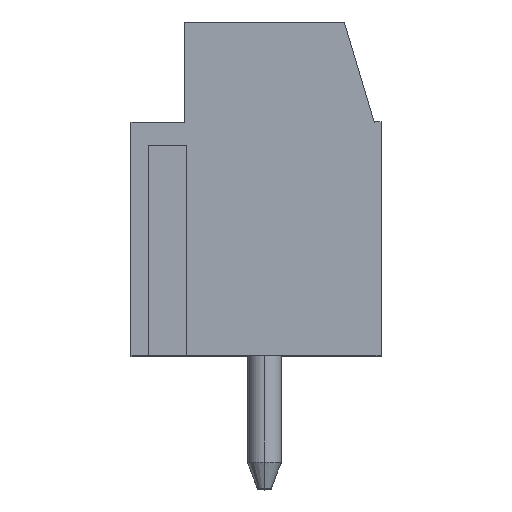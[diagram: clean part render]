
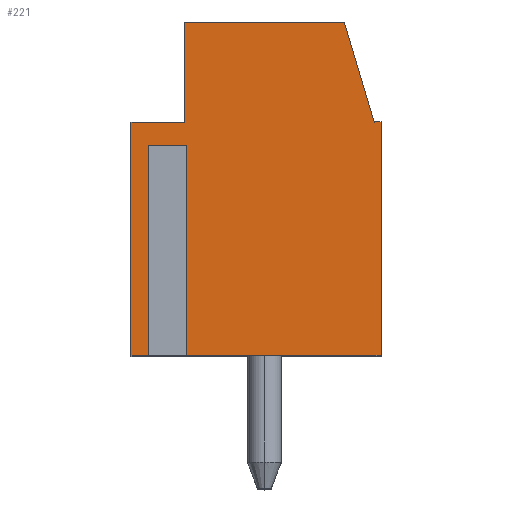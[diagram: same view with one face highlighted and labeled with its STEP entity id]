
A CAD part, top view. The second image highlights one B-rep face of the part: STEP entity #221.
In plain terms, the highlighted planar face has unit normal (0, 0, 1).
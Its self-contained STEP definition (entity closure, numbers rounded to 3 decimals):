
#23 = DIRECTION ( 'NONE',  ( -1., 0., 0. ) ) ;
#122 = VERTEX_POINT ( 'NONE', #1845 ) ;
#143 = VECTOR ( 'NONE', #1231, 1000. ) ;
#175 = VECTOR ( 'NONE', #1121, 1000. ) ;
#203 = LINE ( 'NONE', #1570, #143 ) ;
#210 = CARTESIAN_POINT ( 'NONE',  ( -607.612, -517.614, 0. ) ) ;
#221 = ADVANCED_FACE ( 'NONE', ( #1827 ), #1032, .T. ) ;
#243 = LINE ( 'NONE', #1484, #626 ) ;
#308 = VERTEX_POINT ( 'NONE', #1662 ) ;
#326 = AXIS2_PLACEMENT_3D ( 'NONE', #728, #650, #574 ) ;
#339 = DIRECTION ( 'NONE',  ( 1., 0., 0. ) ) ;
#359 = CARTESIAN_POINT ( 'NONE',  ( -603.862, 0., 0. ) ) ;
#365 = CARTESIAN_POINT ( 'NONE',  ( -611.362, -517.614, 0. ) ) ;
#385 = CARTESIAN_POINT ( 'NONE',  ( -609.762, -510.614, 0. ) ) ;
#394 = VECTOR ( 'NONE', #1946, 1000. ) ;
#463 = DIRECTION ( 'NONE',  ( -0.287, 0.958, 0. ) ) ;
#470 = VECTOR ( 'NONE', #23, 1000. ) ;
#492 = CARTESIAN_POINT ( 'NONE',  ( -609.762, 0., 0. ) ) ;
#496 = VECTOR ( 'NONE', #1922, 1000. ) ;
#523 = LINE ( 'NONE', #1005, #1330 ) ;
#545 = ORIENTED_EDGE ( 'NONE', *, *, #1857, .T. ) ;
#558 = VERTEX_POINT ( 'NONE', #2060 ) ;
#572 = ORIENTED_EDGE ( 'NONE', *, *, #1449, .T. ) ;
#574 = DIRECTION ( 'NONE',  ( 1., 0., 0. ) ) ;
#576 = VECTOR ( 'NONE', #841, 1000. ) ;
#594 = ORIENTED_EDGE ( 'NONE', *, *, #1479, .T. ) ;
#601 = LINE ( 'NONE', #948, #496 ) ;
#620 = ORIENTED_EDGE ( 'NONE', *, *, #1528, .T. ) ;
#626 = VECTOR ( 'NONE', #339, 1000. ) ;
#627 = LINE ( 'NONE', #834, #1445 ) ;
#630 = CARTESIAN_POINT ( 'NONE',  ( -604.062, -510.614, 0. ) ) ;
#645 = ORIENTED_EDGE ( 'NONE', *, *, #1870, .F. ) ;
#647 = CARTESIAN_POINT ( 'NONE',  ( -610.837, 0., 0. ) ) ;
#649 = ORIENTED_EDGE ( 'NONE', *, *, #1832, .T. ) ;
#650 = DIRECTION ( 'NONE',  ( 0., 0., 1. ) ) ;
#653 = CARTESIAN_POINT ( 'NONE',  ( -610.837, -517.614, 0. ) ) ;
#655 = VERTEX_POINT ( 'NONE', #653 ) ;
#676 = ORIENTED_EDGE ( 'NONE', *, *, #1563, .T. ) ;
#681 = DIRECTION ( 'NONE',  ( 0., -1., 0. ) ) ;
#694 = ORIENTED_EDGE ( 'NONE', *, *, #1634, .T. ) ;
#728 = CARTESIAN_POINT ( 'NONE',  ( 0., 0., 0. ) ) ;
#757 = DIRECTION ( 'NONE',  ( -1., -0.003, 0. ) ) ;
#834 = CARTESIAN_POINT ( 'NONE',  ( -611.362, 0., 0. ) ) ;
#841 = DIRECTION ( 'NONE',  ( 0., 1., 0. ) ) ;
#896 = CARTESIAN_POINT ( 'NONE',  ( -610.837, -511.314, 0. ) ) ;
#948 = CARTESIAN_POINT ( 'NONE',  ( 0., -507.614, 0. ) ) ;
#974 = VECTOR ( 'NONE', #463, 1000. ) ;
#1005 = CARTESIAN_POINT ( 'NONE',  ( 0., -517.614, 0. ) ) ;
#1032 = PLANE ( 'NONE',  #326 ) ;
#1059 = VERTEX_POINT ( 'NONE', #365 ) ;
#1062 = CARTESIAN_POINT ( 'NONE',  ( -610.062, -510.614, 0. ) ) ;
#1084 = CARTESIAN_POINT ( 'NONE',  ( -609.687, -511.314, 0. ) ) ;
#1121 = DIRECTION ( 'NONE',  ( 0., -1., 0. ) ) ;
#1139 = LINE ( 'NONE', #492, #175 ) ;
#1150 = CARTESIAN_POINT ( 'NONE',  ( -604.962, -507.614, 0. ) ) ;
#1231 = DIRECTION ( 'NONE',  ( 0., -1., 0. ) ) ;
#1268 = EDGE_CURVE ( 'NONE', #1316, #1932, #2010, .T. ) ;
#1291 = CARTESIAN_POINT ( 'NONE',  ( -609.687, -517.614, 0. ) ) ;
#1316 = VERTEX_POINT ( 'NONE', #1582 ) ;
#1322 = ORIENTED_EDGE ( 'NONE', *, *, #1268, .F. ) ;
#1330 = VECTOR ( 'NONE', #1816, 1000. ) ;
#1352 = ORIENTED_EDGE ( 'NONE', *, *, #1807, .T. ) ;
#1388 = LINE ( 'NONE', #359, #576 ) ;
#1408 = DIRECTION ( 'NONE',  ( 1., 0., 0. ) ) ;
#1442 = VECTOR ( 'NONE', #757, 1000. ) ;
#1445 = VECTOR ( 'NONE', #681, 1000. ) ;
#1449 = EDGE_CURVE ( 'NONE', #655, #2096, #2099, .T. ) ;
#1462 = VERTEX_POINT ( 'NONE', #1291 ) ;
#1479 = EDGE_CURVE ( 'NONE', #2096, #1610, #243, .T. ) ;
#1484 = CARTESIAN_POINT ( 'NONE',  ( 0., -511.314, 0. ) ) ;
#1528 = EDGE_CURVE ( 'NONE', #1610, #1462, #203, .T. ) ;
#1531 = CARTESIAN_POINT ( 'NONE',  ( -604.062, -510.614, 0. ) ) ;
#1563 = EDGE_CURVE ( 'NONE', #558, #2009, #1813, .T. ) ;
#1570 = CARTESIAN_POINT ( 'NONE',  ( -609.687, 0., 0. ) ) ;
#1580 = CARTESIAN_POINT ( 'NONE',  ( -603.862, -510.614, 0. ) ) ;
#1582 = CARTESIAN_POINT ( 'NONE',  ( -611.362, -510.614, 0. ) ) ;
#1599 = VECTOR ( 'NONE', #1408, 1000. ) ;
#1610 = VERTEX_POINT ( 'NONE', #1084 ) ;
#1634 = EDGE_CURVE ( 'NONE', #2009, #1828, #1837, .T. ) ;
#1661 = ORIENTED_EDGE ( 'NONE', *, *, #1721, .T. ) ;
#1662 = CARTESIAN_POINT ( 'NONE',  ( -609.762, -507.614, 0. ) ) ;
#1679 = EDGE_CURVE ( 'NONE', #1828, #308, #601, .T. ) ;
#1721 = EDGE_CURVE ( 'NONE', #308, #1932, #1139, .T. ) ;
#1763 = LINE ( 'NONE', #210, #470 ) ;
#1807 = EDGE_CURVE ( 'NONE', #1316, #1059, #627, .T. ) ;
#1813 = LINE ( 'NONE', #1580, #1442 ) ;
#1816 = DIRECTION ( 'NONE',  ( 1., 0., 0. ) ) ;
#1827 = FACE_OUTER_BOUND ( 'NONE', #1889, .T. ) ;
#1828 = VERTEX_POINT ( 'NONE', #1150 ) ;
#1832 = EDGE_CURVE ( 'NONE', #122, #558, #1388, .T. ) ;
#1835 = ORIENTED_EDGE ( 'NONE', *, *, #1679, .T. ) ;
#1837 = LINE ( 'NONE', #630, #974 ) ;
#1845 = CARTESIAN_POINT ( 'NONE',  ( -603.862, -517.614, 0. ) ) ;
#1857 = EDGE_CURVE ( 'NONE', #1059, #655, #523, .T. ) ;
#1870 = EDGE_CURVE ( 'NONE', #122, #1462, #1763, .T. ) ;
#1889 = EDGE_LOOP ( 'NONE', ( #1835, #1661, #1322, #1352, #545, #572, #594, #620, #645, #649, #676, #694 ) ) ;
#1922 = DIRECTION ( 'NONE',  ( -1., 0., 0. ) ) ;
#1932 = VERTEX_POINT ( 'NONE', #385 ) ;
#1946 = DIRECTION ( 'NONE',  ( 0., 1., 0. ) ) ;
#2009 = VERTEX_POINT ( 'NONE', #1531 ) ;
#2010 = LINE ( 'NONE', #1062, #1599 ) ;
#2060 = CARTESIAN_POINT ( 'NONE',  ( -603.862, -510.614, 0. ) ) ;
#2096 = VERTEX_POINT ( 'NONE', #896 ) ;
#2099 = LINE ( 'NONE', #647, #394 ) ;
